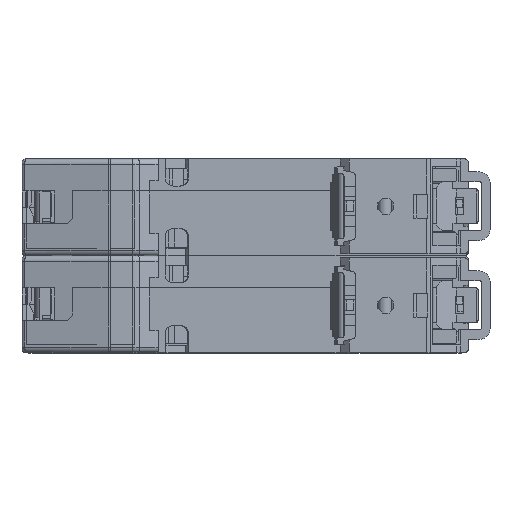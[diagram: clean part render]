
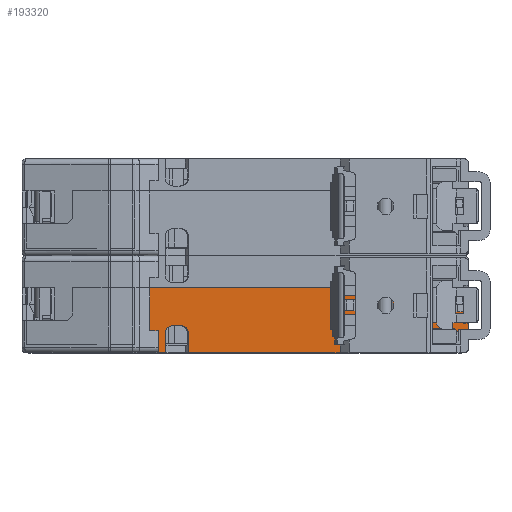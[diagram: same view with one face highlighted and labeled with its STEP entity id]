
A CAD part, top view. The second image highlights one B-rep face of the part: STEP entity #193320.
In plain terms, the highlighted planar face has unit normal (0, 0, 1).
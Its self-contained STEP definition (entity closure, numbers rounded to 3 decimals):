
#182234=DIRECTION('',(0.,1.,0.));
#182235=VECTOR('',#182234,4.4);
#182236=CARTESIAN_POINT('',(33.5,-13.3,44.));
#182237=LINE('',#182236,#182235);
#182238=CARTESIAN_POINT('',(40.3,-17.1,44.));
#182239=DIRECTION('',(0.,0.,-1.));
#182240=DIRECTION('',(1.,0.,0.));
#182241=AXIS2_PLACEMENT_3D('',#182238,#182239,#182240);
#182243=DIRECTION('',(-1.,0.,0.));
#182244=VECTOR('',#182243,50.7);
#182245=CARTESIAN_POINT('',(40.3,-17.8,44.));
#182246=LINE('',#182245,#182244);
#182247=DIRECTION('',(0.,1.,0.));
#182248=VECTOR('',#182247,3.5);
#182249=CARTESIAN_POINT('',(-10.4,-17.8,44.));
#182250=LINE('',#182249,#182248);
#182251=DIRECTION('',(-1.,0.,0.));
#182252=VECTOR('',#182251,1.233);
#182253=CARTESIAN_POINT('',(-11.934,-12.8,44.));
#182254=LINE('',#182253,#182252);
#182255=DIRECTION('',(-1.,0.,0.));
#182256=VECTOR('',#182255,2.8);
#182257=CARTESIAN_POINT('',(-14.7,-17.8,44.));
#182258=LINE('',#182257,#182256);
#182259=DIRECTION('',(0.,1.,0.));
#182260=VECTOR('',#182259,11.9);
#182261=CARTESIAN_POINT('',(-17.5,-17.8,44.));
#182262=LINE('',#182261,#182260);
#182263=DIRECTION('',(1.,0.,0.));
#182264=VECTOR('',#182263,49.8);
#182265=CARTESIAN_POINT('',(-17.5,-5.9,44.));
#182266=LINE('',#182265,#182264);
#182267=DIRECTION('',(0.707,0.707,0.));
#182268=VECTOR('',#182267,0.956);
#182269=CARTESIAN_POINT('',(37.824,-15.4,44.));
#182270=LINE('',#182269,#182268);
#182271=DIRECTION('',(0.,-1.,0.));
#182272=VECTOR('',#182271,1.424);
#182273=CARTESIAN_POINT('',(38.5,-13.3,44.));
#182274=LINE('',#182273,#182272);
#182312=DIRECTION('',(-1.,0.,0.));
#182313=VECTOR('',#182312,19.624);
#182314=CARTESIAN_POINT('',(37.824,-15.4,44.));
#182315=LINE('',#182314,#182313);
#182341=DIRECTION('',(0.,1.,0.));
#182342=VECTOR('',#182341,2.1);
#182343=CARTESIAN_POINT('',(18.2,-15.4,44.));
#182344=LINE('',#182343,#182342);
#182377=DIRECTION('',(1.,0.,0.));
#182378=VECTOR('',#182377,5.);
#182379=CARTESIAN_POINT('',(33.5,-13.3,44.));
#182380=LINE('',#182379,#182378);
#182423=DIRECTION('',(0.,1.,0.));
#182424=VECTOR('',#182423,7.4);
#182425=CARTESIAN_POINT('',(32.3,-13.3,44.));
#182426=LINE('',#182425,#182424);
#182452=DIRECTION('',(1.,0.,0.));
#182453=VECTOR('',#182452,14.1);
#182454=CARTESIAN_POINT('',(18.2,-13.3,44.));
#182455=LINE('',#182454,#182453);
#182700=DIRECTION('',(-1.,0.,0.));
#182701=VECTOR('',#182700,5.2);
#182702=CARTESIAN_POINT('',(38.7,-8.9,44.));
#182703=LINE('',#182702,#182701);
#182883=DIRECTION('',(0.,1.,0.));
#182884=VECTOR('',#182883,4.7);
#182885=CARTESIAN_POINT('',(41.,-17.1,44.));
#182886=LINE('',#182885,#182884);
#182887=DIRECTION('',(-1.,0.,0.));
#182888=VECTOR('',#182887,0.874);
#182889=CARTESIAN_POINT('',(41.,-12.4,44.));
#182890=LINE('',#182889,#182888);
#182899=DIRECTION('',(0.,1.,0.));
#182900=VECTOR('',#182899,2.1);
#182901=CARTESIAN_POINT('',(40.126,-12.4,44.));
#182902=LINE('',#182901,#182900);
#182915=DIRECTION('',(-1.,0.,0.));
#182916=VECTOR('',#182915,1.426);
#182917=CARTESIAN_POINT('',(40.126,-10.3,44.));
#182918=LINE('',#182917,#182916);
#182931=DIRECTION('',(0.,1.,0.));
#182932=VECTOR('',#182931,1.4);
#182933=CARTESIAN_POINT('',(38.7,-10.3,44.));
#182934=LINE('',#182933,#182932);
#187092=DIRECTION('',(0.,1.,0.));
#187093=VECTOR('',#187092,3.5);
#187094=CARTESIAN_POINT('',(-14.7,-17.8,44.));
#187095=LINE('',#187094,#187093);
#187112=CARTESIAN_POINT('',(-14.7,-14.3,44.));
#187113=CARTESIAN_POINT('',(-14.7,-14.047,44.));
#187114=CARTESIAN_POINT('',(-14.587,-13.654,44.));
#187115=CARTESIAN_POINT('',(-14.27,-13.214,44.));
#187116=CARTESIAN_POINT('',(-13.818,-12.907,44.));
#187117=CARTESIAN_POINT('',(-13.419,-12.8,44.));
#187118=CARTESIAN_POINT('',(-13.166,-12.8,44.));
#187140=CARTESIAN_POINT('',(-11.934,-12.8,44.));
#187141=CARTESIAN_POINT('',(-11.681,-12.8,44.));
#187142=CARTESIAN_POINT('',(-11.282,-12.907,44.));
#187143=CARTESIAN_POINT('',(-10.83,-13.214,44.));
#187144=CARTESIAN_POINT('',(-10.513,-13.654,44.));
#187145=CARTESIAN_POINT('',(-10.4,-14.047,44.));
#187146=CARTESIAN_POINT('',(-10.4,-14.3,44.));
#188725=CARTESIAN_POINT('',(-17.5,-17.8,44.));
#188726=VERTEX_POINT('',#188725);
#188727=CARTESIAN_POINT('',(-14.7,-17.8,44.));
#188728=VERTEX_POINT('',#188727);
#188733=CARTESIAN_POINT('',(-10.4,-17.8,44.));
#188734=VERTEX_POINT('',#188733);
#188735=CARTESIAN_POINT('',(40.3,-17.8,44.));
#188736=VERTEX_POINT('',#188735);
#189204=CARTESIAN_POINT('',(41.,-17.1,44.));
#189205=VERTEX_POINT('',#189204);
#189206=CARTESIAN_POINT('',(38.5,-13.3,44.));
#189207=CARTESIAN_POINT('',(38.5,-14.724,44.));
#189208=VERTEX_POINT('',#189206);
#189209=VERTEX_POINT('',#189207);
#189210=CARTESIAN_POINT('',(33.5,-13.3,44.));
#189211=VERTEX_POINT('',#189210);
#189212=CARTESIAN_POINT('',(33.5,-8.9,44.));
#189213=VERTEX_POINT('',#189212);
#189214=CARTESIAN_POINT('',(38.7,-8.9,44.));
#189215=VERTEX_POINT('',#189214);
#189216=CARTESIAN_POINT('',(38.7,-10.3,44.));
#189217=VERTEX_POINT('',#189216);
#189218=CARTESIAN_POINT('',(40.126,-10.3,44.));
#189219=VERTEX_POINT('',#189218);
#189220=CARTESIAN_POINT('',(40.126,-12.4,44.));
#189221=VERTEX_POINT('',#189220);
#189222=CARTESIAN_POINT('',(41.,-12.4,44.));
#189223=VERTEX_POINT('',#189222);
#189224=CARTESIAN_POINT('',(-10.4,-14.3,44.));
#189225=VERTEX_POINT('',#189224);
#189226=VERTEX_POINT('',#187140);
#189227=CARTESIAN_POINT('',(-13.166,-12.8,44.));
#189228=VERTEX_POINT('',#189227);
#189229=VERTEX_POINT('',#187112);
#189230=CARTESIAN_POINT('',(-17.5,-5.9,44.));
#189231=VERTEX_POINT('',#189230);
#189232=CARTESIAN_POINT('',(32.3,-5.9,44.));
#189233=VERTEX_POINT('',#189232);
#189234=CARTESIAN_POINT('',(32.3,-13.3,44.));
#189235=VERTEX_POINT('',#189234);
#189236=CARTESIAN_POINT('',(18.2,-13.3,44.));
#189237=VERTEX_POINT('',#189236);
#189238=CARTESIAN_POINT('',(18.2,-15.4,44.));
#189239=VERTEX_POINT('',#189238);
#189240=CARTESIAN_POINT('',(37.824,-15.4,44.));
#189241=VERTEX_POINT('',#189240);
#193268=CARTESIAN_POINT('',(-17.5,-17.8,44.));
#193269=DIRECTION('',(0.,0.,-1.));
#193270=DIRECTION('',(1.,0.,0.));
#193271=AXIS2_PLACEMENT_3D('',#193268,#193269,#193270);
#193272=PLANE('',#193271);
#193274=ORIENTED_EDGE('',*,*,#193273,.F.);
#193276=ORIENTED_EDGE('',*,*,#193275,.F.);
#193278=ORIENTED_EDGE('',*,*,#193277,.T.);
#193280=ORIENTED_EDGE('',*,*,#193279,.F.);
#193282=ORIENTED_EDGE('',*,*,#193281,.F.);
#193284=ORIENTED_EDGE('',*,*,#193283,.F.);
#193286=ORIENTED_EDGE('',*,*,#193285,.F.);
#193288=ORIENTED_EDGE('',*,*,#193287,.F.);
#193290=ORIENTED_EDGE('',*,*,#193289,.F.);
#193291=ORIENTED_EDGE('',*,*,#193252,.T.);
#193292=ORIENTED_EDGE('',*,*,#191300,.T.);
#193294=ORIENTED_EDGE('',*,*,#193293,.T.);
#193296=ORIENTED_EDGE('',*,*,#193295,.F.);
#193298=ORIENTED_EDGE('',*,*,#193297,.T.);
#193300=ORIENTED_EDGE('',*,*,#193299,.F.);
#193302=ORIENTED_EDGE('',*,*,#193301,.F.);
#193303=ORIENTED_EDGE('',*,*,#191292,.T.);
#193305=ORIENTED_EDGE('',*,*,#193304,.T.);
#193307=ORIENTED_EDGE('',*,*,#193306,.T.);
#193309=ORIENTED_EDGE('',*,*,#193308,.F.);
#193311=ORIENTED_EDGE('',*,*,#193310,.F.);
#193313=ORIENTED_EDGE('',*,*,#193312,.F.);
#193315=ORIENTED_EDGE('',*,*,#193314,.F.);
#193317=ORIENTED_EDGE('',*,*,#193316,.T.);
#193318=EDGE_LOOP('',(#193274,#193276,#193278,#193280,#193282,#193284,#193286,
#193288,#193290,#193291,#193292,#193294,#193296,#193298,#193300,#193302,#193303,
#193305,#193307,#193309,#193311,#193313,#193315,#193317));
#193319=FACE_OUTER_BOUND('',#193318,.F.);
#193320=ADVANCED_FACE('',(#193319),#193272,.F.);
#182242=CIRCLE('',#182241,0.7);
#187119=B_SPLINE_CURVE_WITH_KNOTS('',3,(#187112,#187113,#187114,#187115,#187116,
#187117,#187118),.UNSPECIFIED.,.F.,.F.,(4,1,1,1,4),(0.,0.25,0.5,0.75,
1.),.UNSPECIFIED.);
#187147=B_SPLINE_CURVE_WITH_KNOTS('',3,(#187140,#187141,#187142,#187143,#187144,
#187145,#187146),.UNSPECIFIED.,.F.,.F.,(4,1,1,1,4),(0.,0.25,0.5,0.75,
1.),.UNSPECIFIED.);
#191292=EDGE_CURVE('',#188728,#188726,#182258,.T.);
#191300=EDGE_CURVE('',#188736,#188734,#182246,.T.);
#193252=EDGE_CURVE('',#189205,#188736,#182242,.T.);
#193273=EDGE_CURVE('',#189208,#189209,#182274,.T.);
#193275=EDGE_CURVE('',#189211,#189208,#182380,.T.);
#193277=EDGE_CURVE('',#189211,#189213,#182237,.T.);
#193279=EDGE_CURVE('',#189215,#189213,#182703,.T.);
#193281=EDGE_CURVE('',#189217,#189215,#182934,.T.);
#193283=EDGE_CURVE('',#189219,#189217,#182918,.T.);
#193285=EDGE_CURVE('',#189221,#189219,#182902,.T.);
#193287=EDGE_CURVE('',#189223,#189221,#182890,.T.);
#193289=EDGE_CURVE('',#189205,#189223,#182886,.T.);
#193293=EDGE_CURVE('',#188734,#189225,#182250,.T.);
#193295=EDGE_CURVE('',#189226,#189225,#187147,.T.);
#193297=EDGE_CURVE('',#189226,#189228,#182254,.T.);
#193299=EDGE_CURVE('',#189229,#189228,#187119,.T.);
#193301=EDGE_CURVE('',#188728,#189229,#187095,.T.);
#193304=EDGE_CURVE('',#188726,#189231,#182262,.T.);
#193306=EDGE_CURVE('',#189231,#189233,#182266,.T.);
#193308=EDGE_CURVE('',#189235,#189233,#182426,.T.);
#193310=EDGE_CURVE('',#189237,#189235,#182455,.T.);
#193312=EDGE_CURVE('',#189239,#189237,#182344,.T.);
#193314=EDGE_CURVE('',#189241,#189239,#182315,.T.);
#193316=EDGE_CURVE('',#189241,#189209,#182270,.T.);
